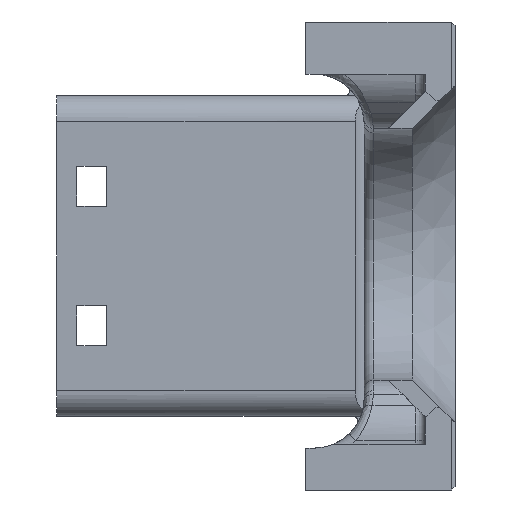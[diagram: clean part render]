
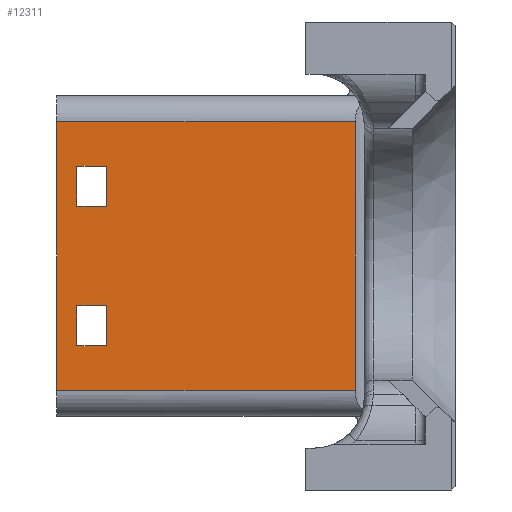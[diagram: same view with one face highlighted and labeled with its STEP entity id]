
A CAD part, left-side view. The second image highlights one B-rep face of the part: STEP entity #12311.
In plain terms, the highlighted planar face has unit normal (-1, 0, 0).
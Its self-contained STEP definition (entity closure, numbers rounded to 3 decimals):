
#50 = CARTESIAN_POINT ( 'NONE',  ( -112., 14.1, 35. ) ) ;
#69 = DIRECTION ( 'NONE',  ( 0., 1., 0. ) ) ;
#201 = ORIENTED_EDGE ( 'NONE', *, *, #8667, .T. ) ;
#565 = EDGE_CURVE ( 'NONE', #8503, #11594, #11497, .T. ) ;
#688 = CARTESIAN_POINT ( 'NONE',  ( -112., 14.1, 40. ) ) ;
#879 = ORIENTED_EDGE ( 'NONE', *, *, #565, .F. ) ;
#1023 = LINE ( 'NONE', #11735, #11547 ) ;
#1106 = FACE_OUTER_BOUND ( 'NONE', #5338, .T. ) ;
#1444 = DIRECTION ( 'NONE',  ( 0., 0., -1. ) ) ;
#1523 = LINE ( 'NONE', #9262, #14869 ) ;
#1682 = DIRECTION ( 'NONE',  ( 0., 1., 0. ) ) ;
#1880 = VERTEX_POINT ( 'NONE', #10608 ) ;
#2206 = CARTESIAN_POINT ( 'NONE',  ( -112., 36.594, 10.038 ) ) ;
#2516 = VECTOR ( 'NONE', #12707, 1000. ) ;
#2557 = CARTESIAN_POINT ( 'NONE',  ( -112., 9.606, 35. ) ) ;
#2770 = LINE ( 'NONE', #8015, #9607 ) ;
#2875 = EDGE_LOOP ( 'NONE', ( #6591, #7461, #4159, #879 ) ) ;
#3274 = FACE_BOUND ( 'NONE', #2875, .T. ) ;
#3333 = CARTESIAN_POINT ( 'NONE',  ( -112., 32.1, 38. ) ) ;
#3472 = ORIENTED_EDGE ( 'NONE', *, *, #4670, .T. ) ;
#3524 = FACE_BOUND ( 'NONE', #6205, .T. ) ;
#3623 = ORIENTED_EDGE ( 'NONE', *, *, #10410, .F. ) ;
#3647 = DIRECTION ( 'NONE',  ( 0., 0., -1. ) ) ;
#3767 = LINE ( 'NONE', #6590, #14759 ) ;
#3796 = ORIENTED_EDGE ( 'NONE', *, *, #9025, .F. ) ;
#3801 = VECTOR ( 'NONE', #15452, 1000. ) ;
#3998 = ORIENTED_EDGE ( 'NONE', *, *, #8684, .F. ) ;
#4027 = CARTESIAN_POINT ( 'NONE',  ( -112., 9.606, 40. ) ) ;
#4067 = LINE ( 'NONE', #11772, #12891 ) ;
#4144 = VERTEX_POINT ( 'NONE', #2206 ) ;
#4159 = ORIENTED_EDGE ( 'NONE', *, *, #9853, .F. ) ;
#4223 = CARTESIAN_POINT ( 'NONE',  ( -112., 18.1, 38. ) ) ;
#4503 = CARTESIAN_POINT ( 'NONE',  ( -112., 9.606, 10.038 ) ) ;
#4670 = EDGE_CURVE ( 'NONE', #14194, #4144, #4067, .T. ) ;
#4688 = EDGE_CURVE ( 'NONE', #8398, #9275, #2770, .T. ) ;
#4713 = VERTEX_POINT ( 'NONE', #13665 ) ;
#4852 = AXIS2_PLACEMENT_3D ( 'NONE', #4027, #7808, #69 ) ;
#4991 = CARTESIAN_POINT ( 'NONE',  ( -112., 9.606, 38. ) ) ;
#5225 = DIRECTION ( 'NONE',  ( 0., -1., 0. ) ) ;
#5338 = EDGE_LOOP ( 'NONE', ( #3623, #3796, #201, #3472 ) ) ;
#6205 = EDGE_LOOP ( 'NONE', ( #3998, #7628, #15458, #12805 ) ) ;
#6385 = LINE ( 'NONE', #7507, #12693 ) ;
#6590 = CARTESIAN_POINT ( 'NONE',  ( -112., 9.606, 38. ) ) ;
#6591 = ORIENTED_EDGE ( 'NONE', *, *, #7619, .F. ) ;
#7205 = CARTESIAN_POINT ( 'NONE',  ( -112., 18.1, 40. ) ) ;
#7225 = LINE ( 'NONE', #11330, #2516 ) ;
#7388 = DIRECTION ( 'NONE',  ( 0., 0., 1. ) ) ;
#7461 = ORIENTED_EDGE ( 'NONE', *, *, #10346, .F. ) ;
#7507 = CARTESIAN_POINT ( 'NONE',  ( -112., 32.1, 40. ) ) ;
#7619 = EDGE_CURVE ( 'NONE', #4713, #8503, #1023, .T. ) ;
#7628 = ORIENTED_EDGE ( 'NONE', *, *, #4688, .F. ) ;
#7808 = DIRECTION ( 'NONE',  ( -1., 0., 0. ) ) ;
#8015 = CARTESIAN_POINT ( 'NONE',  ( -112., 9.606, 35. ) ) ;
#8215 = LINE ( 'NONE', #13444, #11856 ) ;
#8398 = VERTEX_POINT ( 'NONE', #11450 ) ;
#8468 = VECTOR ( 'NONE', #13887, 1000. ) ;
#8503 = VERTEX_POINT ( 'NONE', #11858 ) ;
#8667 = EDGE_CURVE ( 'NONE', #12784, #14194, #7225, .T. ) ;
#8684 = EDGE_CURVE ( 'NONE', #9275, #10353, #15019, .T. ) ;
#8935 = PLANE ( 'NONE',  #4852 ) ;
#9025 = EDGE_CURVE ( 'NONE', #12784, #15738, #1523, .T. ) ;
#9077 = CARTESIAN_POINT ( 'NONE',  ( -112., 9.606, 40. ) ) ;
#9262 = CARTESIAN_POINT ( 'NONE',  ( -112., 9.606, 40. ) ) ;
#9275 = VERTEX_POINT ( 'NONE', #50 ) ;
#9607 = VECTOR ( 'NONE', #15485, 1000. ) ;
#9660 = VECTOR ( 'NONE', #7388, 1000. ) ;
#9853 = EDGE_CURVE ( 'NONE', #11594, #1880, #6385, .T. ) ;
#10219 = DIRECTION ( 'NONE',  ( 0., 0., 1. ) ) ;
#10346 = EDGE_CURVE ( 'NONE', #1880, #4713, #12530, .T. ) ;
#10353 = VERTEX_POINT ( 'NONE', #13828 ) ;
#10410 = EDGE_CURVE ( 'NONE', #15738, #4144, #8215, .T. ) ;
#10504 = VECTOR ( 'NONE', #5225, 1000. ) ;
#10608 = CARTESIAN_POINT ( 'NONE',  ( -112., 32.1, 35. ) ) ;
#11044 = VERTEX_POINT ( 'NONE', #4223 ) ;
#11330 = CARTESIAN_POINT ( 'NONE',  ( -112., 9.606, 40. ) ) ;
#11450 = CARTESIAN_POINT ( 'NONE',  ( -112., 18.1, 35. ) ) ;
#11497 = LINE ( 'NONE', #4991, #3801 ) ;
#11547 = VECTOR ( 'NONE', #10219, 1000. ) ;
#11594 = VERTEX_POINT ( 'NONE', #3333 ) ;
#11735 = CARTESIAN_POINT ( 'NONE',  ( -112., 28.1, 40. ) ) ;
#11772 = CARTESIAN_POINT ( 'NONE',  ( -112., 36.594, 40. ) ) ;
#11801 = DIRECTION ( 'NONE',  ( 0., 1., 0. ) ) ;
#11856 = VECTOR ( 'NONE', #1682, 1000. ) ;
#11858 = CARTESIAN_POINT ( 'NONE',  ( -112., 28.1, 38. ) ) ;
#12311 = ADVANCED_FACE ( 'NONE', ( #3524, #3274, #1106 ), #8935, .T. ) ;
#12530 = LINE ( 'NONE', #2557, #10504 ) ;
#12693 = VECTOR ( 'NONE', #3647, 1000. ) ;
#12707 = DIRECTION ( 'NONE',  ( 0., 1., 0. ) ) ;
#12784 = VERTEX_POINT ( 'NONE', #9077 ) ;
#12805 = ORIENTED_EDGE ( 'NONE', *, *, #13978, .F. ) ;
#12891 = VECTOR ( 'NONE', #14528, 1000. ) ;
#13444 = CARTESIAN_POINT ( 'NONE',  ( -112., -0.4, 10.038 ) ) ;
#13665 = CARTESIAN_POINT ( 'NONE',  ( -112., 28.1, 35. ) ) ;
#13828 = CARTESIAN_POINT ( 'NONE',  ( -112., 14.1, 38. ) ) ;
#13856 = EDGE_CURVE ( 'NONE', #11044, #8398, #16461, .T. ) ;
#13887 = DIRECTION ( 'NONE',  ( 0., 0., -1. ) ) ;
#13978 = EDGE_CURVE ( 'NONE', #10353, #11044, #3767, .T. ) ;
#14194 = VERTEX_POINT ( 'NONE', #15068 ) ;
#14528 = DIRECTION ( 'NONE',  ( 0., 0., -1. ) ) ;
#14759 = VECTOR ( 'NONE', #11801, 1000. ) ;
#14869 = VECTOR ( 'NONE', #1444, 1000. ) ;
#15019 = LINE ( 'NONE', #688, #9660 ) ;
#15068 = CARTESIAN_POINT ( 'NONE',  ( -112., 36.594, 40. ) ) ;
#15452 = DIRECTION ( 'NONE',  ( 0., 1., 0. ) ) ;
#15458 = ORIENTED_EDGE ( 'NONE', *, *, #13856, .F. ) ;
#15485 = DIRECTION ( 'NONE',  ( 0., -1., 0. ) ) ;
#15738 = VERTEX_POINT ( 'NONE', #4503 ) ;
#16461 = LINE ( 'NONE', #7205, #8468 ) ;
